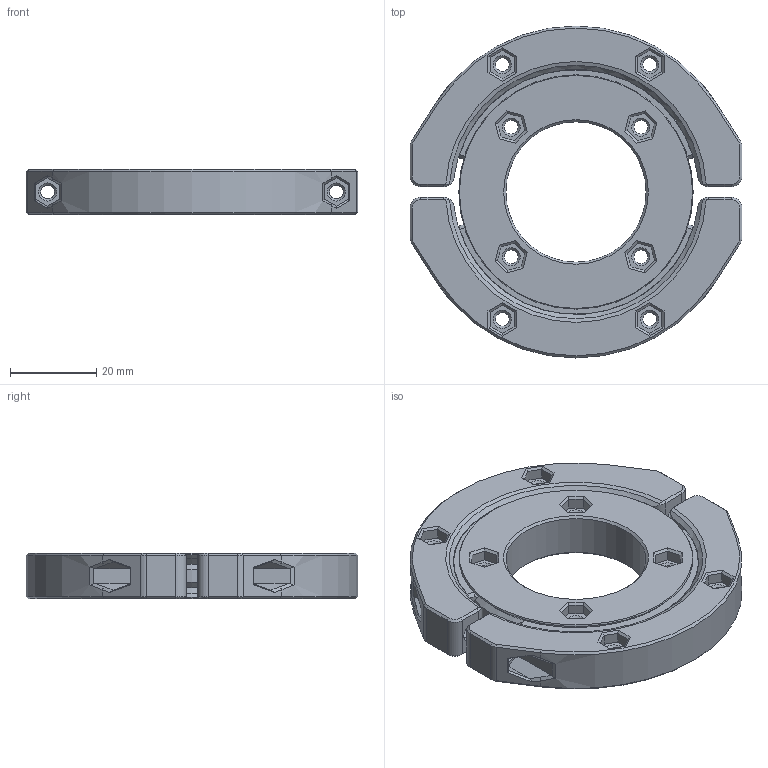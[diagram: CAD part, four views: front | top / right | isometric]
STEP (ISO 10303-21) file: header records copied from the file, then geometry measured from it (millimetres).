
FILE_DESCRIPTION(/* description */ (''),/* implementation_level */ '2;1');
FILE_NAME(/* name */ 'drum joint brake radial slim.step',/* time_stamp */ '2025-08-21T14:05:39+02:00',/* author */ (''),/* organization */ (''),/* preprocessor_version */ 'ST-DEVELOPER v20.1',/* originating_system */ 'Autodesk Translation Framework v14.10.0.0',/* authorisation */ '');
FILE_SCHEMA (('AUTOMOTIVE_DESIGN { 1 0 10303 214 3 1 1 }'));
Length unit declared in the file: millimetre
Products named in the file (4): drum joint brake radial slim; inner ring; middle ring; outter ring
Assembly tree (3 placements, depth 2):
  drum joint brake radial slim
    inner ring
    middle ring
    outter ring
Bounding box: 76.9 x 76.9 x 10.5 mm (x, y, z)
Volume: 35496.4 mm3; surface area: 19975.5 mm2
Topology: 5 solids, 5 shells, 409 faces, 1007 edges, 616 vertices
Faces by surface type: plane 233, cone 94, bspline 48, cylinder 34
Full cylindrical faces by diameter (mm): 3.2 x12, 32.5 x1, 52.5 x1
Entity records: 12832 total; most frequent: CARTESIAN_POINT 3547, ORIENTED_EDGE 2014, DIRECTION 1695, EDGE_CURVE 1007, VERTEX_POINT 616, LINE 611, VECTOR 611, AXIS2_PLACEMENT_3D 542
